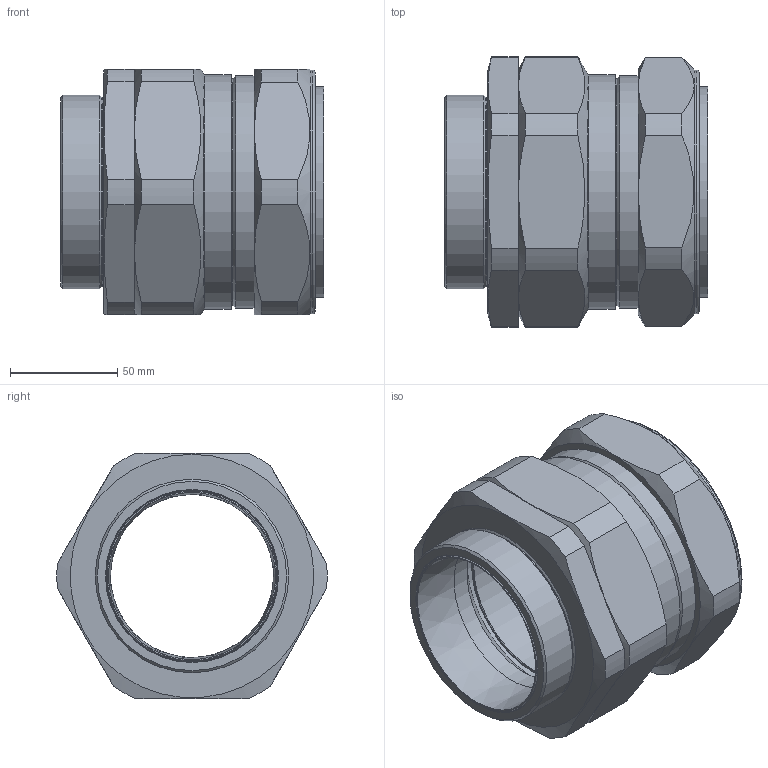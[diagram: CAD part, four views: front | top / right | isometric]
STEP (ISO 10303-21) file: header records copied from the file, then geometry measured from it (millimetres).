
FILE_DESCRIPTION (( 'STEP AP203' ), '1' );
FILE_NAME ('90PX2KW1RA5.STEP', '2017-09-27T13:02:11', ( '' ), ( '' ), 'SwSTEP 2.0', 'SolidWorks 2017', '' );
FILE_SCHEMA (( 'CONFIG_CONTROL_DESIGN' ));
Length unit declared in the file: millimetre
Products named in the file (1): 90PX2KW1RA5
Bounding box: 122.45 x 125.67 x 114.3 mm (x, y, z)
Surface area: 115809.6 mm2 (no closed solid volume)
Topology: 0 solids, 9 shells, 99 faces, 235 edges, 148 vertices
Faces by surface type: cone 34, cylinder 31, plane 30, torus 4
Full cylindrical faces by diameter (mm): 75.7 x1, 78.4 x1, 79.825 x1, 79.93 x1, 87.95 x1, 88.1 x1, 90 x1, 90.4 x1, 90.5 x1, 105.541 x1, 107.95 x1, 109 x1, 113.5 x1
Entity records: 2984 total; most frequent: CARTESIAN_POINT 824, DIRECTION 452, ORIENTED_EDGE 355, AXIS2_PLACEMENT_3D 205, EDGE_CURVE 189, EDGE_LOOP 150, VERTEX_POINT 141, FACE_OUTER_BOUND 116
